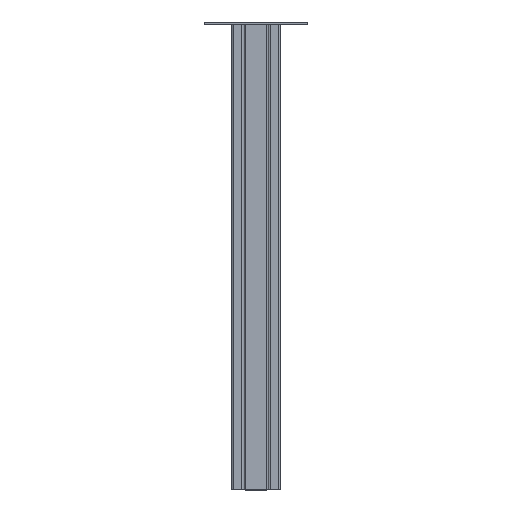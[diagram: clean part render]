
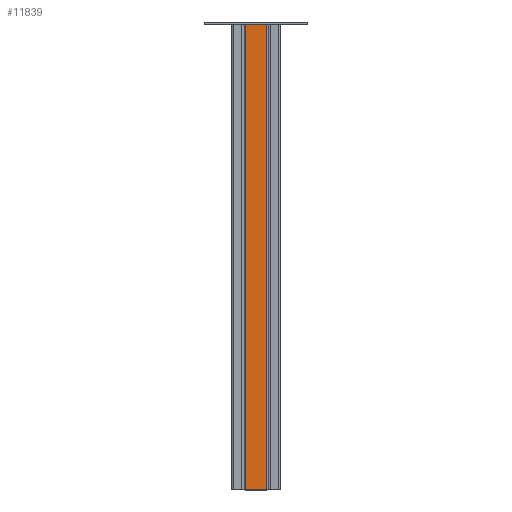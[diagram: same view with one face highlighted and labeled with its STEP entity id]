
A CAD part, top view. The second image highlights one B-rep face of the part: STEP entity #11839.
In plain terms, the highlighted planar face has unit normal (0, 0, 1).
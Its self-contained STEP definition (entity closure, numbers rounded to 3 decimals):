
#130 = LINE ( 'NONE', #6600, #9845 ) ;
#769 = LINE ( 'NONE', #10294, #8514 ) ;
#1261 = ORIENTED_EDGE ( 'NONE', *, *, #3864, .T. ) ;
#1758 = ORIENTED_EDGE ( 'NONE', *, *, #3163, .F. ) ;
#1913 = DIRECTION ( 'NONE',  ( 0., 0., 1. ) ) ;
#2114 = VECTOR ( 'NONE', #2630, 1000. ) ;
#2391 = EDGE_CURVE ( 'NONE', #7475, #6689, #769, .T. ) ;
#2436 = VERTEX_POINT ( 'NONE', #10377 ) ;
#2514 = EDGE_CURVE ( 'NONE', #2436, #6689, #130, .T. ) ;
#2630 = DIRECTION ( 'NONE',  ( 0., -1., 0. ) ) ;
#3163 = EDGE_CURVE ( 'NONE', #8713, #7475, #4716, .T. ) ;
#3839 = CARTESIAN_POINT ( 'NONE',  ( 22.5, -6., 25. ) ) ;
#3864 = EDGE_CURVE ( 'NONE', #8713, #2436, #6458, .T. ) ;
#4269 = VECTOR ( 'NONE', #7981, 1000. ) ;
#4716 = LINE ( 'NONE', #10317, #2114 ) ;
#4949 = ORIENTED_EDGE ( 'NONE', *, *, #2514, .T. ) ;
#5043 = AXIS2_PLACEMENT_3D ( 'NONE', #11554, #1913, #8668 ) ;
#6458 = LINE ( 'NONE', #7015, #4269 ) ;
#6600 = CARTESIAN_POINT ( 'NONE',  ( -22.5, -6., 25. ) ) ;
#6689 = VERTEX_POINT ( 'NONE', #11649 ) ;
#7015 = CARTESIAN_POINT ( 'NONE',  ( 22.5, -6., 25. ) ) ;
#7370 = DIRECTION ( 'NONE',  ( -1., 0., 0. ) ) ;
#7475 = VERTEX_POINT ( 'NONE', #10422 ) ;
#7981 = DIRECTION ( 'NONE',  ( -1., 0., 0. ) ) ;
#8514 = VECTOR ( 'NONE', #7370, 1000. ) ;
#8668 = DIRECTION ( 'NONE',  ( 1., 0., 0. ) ) ;
#8713 = VERTEX_POINT ( 'NONE', #3839 ) ;
#9347 = ORIENTED_EDGE ( 'NONE', *, *, #2391, .F. ) ;
#9570 = PLANE ( 'NONE',  #5043 ) ;
#9801 = EDGE_LOOP ( 'NONE', ( #9347, #1758, #1261, #4949 ) ) ;
#9845 = VECTOR ( 'NONE', #11414, 1000. ) ;
#10294 = CARTESIAN_POINT ( 'NONE',  ( 22.5, -996., 25. ) ) ;
#10317 = CARTESIAN_POINT ( 'NONE',  ( 22.5, -6., 25. ) ) ;
#10377 = CARTESIAN_POINT ( 'NONE',  ( -22.5, -6., 25. ) ) ;
#10422 = CARTESIAN_POINT ( 'NONE',  ( 22.5, -996., 25. ) ) ;
#11414 = DIRECTION ( 'NONE',  ( 0., -1., 0. ) ) ;
#11554 = CARTESIAN_POINT ( 'NONE',  ( 22.5, -6., 25. ) ) ;
#11649 = CARTESIAN_POINT ( 'NONE',  ( -22.5, -996., 25. ) ) ;
#11839 = ADVANCED_FACE ( 'NONE', ( #12501 ), #9570, .T. ) ;
#12501 = FACE_OUTER_BOUND ( 'NONE', #9801, .T. ) ;
